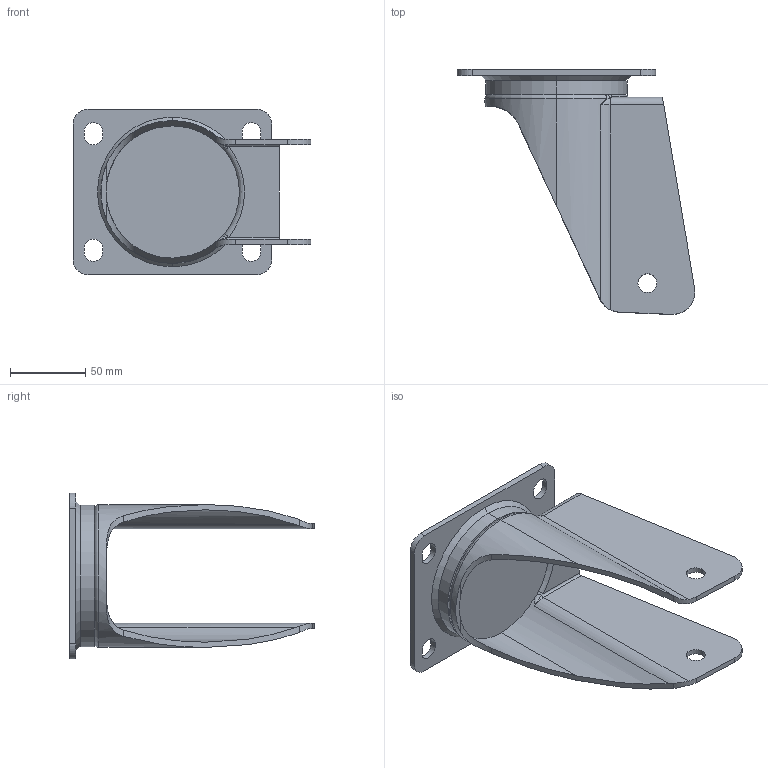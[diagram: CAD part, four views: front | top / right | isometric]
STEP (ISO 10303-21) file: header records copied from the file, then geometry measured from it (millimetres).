
FILE_DESCRIPTION (( 'STEP AP214' ), '1' );
FILE_NAME ('0029843_MV-L-200-3_(A-01).step', '2019-01-29T11:32:56', ( '' ), ( '' ), 'SwSTEP 2.0', 'SolidWorks 2018', '' );
FILE_SCHEMA (( 'AUTOMOTIVE_DESIGN' ));
Length unit declared in the file: millimetre
Products named in the file (1): 0029843_MV-L-200-3_(A-01)
Bounding box: 158.12 x 162.72 x 110 mm (x, y, z)
Volume: 238499.3 mm3; surface area: 92205.5 mm2
Topology: 1 solids, 1 shells, 108 faces, 278 edges, 174 vertices
Faces by surface type: cylinder 44, plane 32, torus 18, bspline 12, cone 2
Entity records: 3772 total; most frequent: CARTESIAN_POINT 1113, ORIENTED_EDGE 548, DIRECTION 542, EDGE_CURVE 274, AXIS2_PLACEMENT_3D 219, VERTEX_POINT 174, EDGE_LOOP 126, CIRCLE 122
